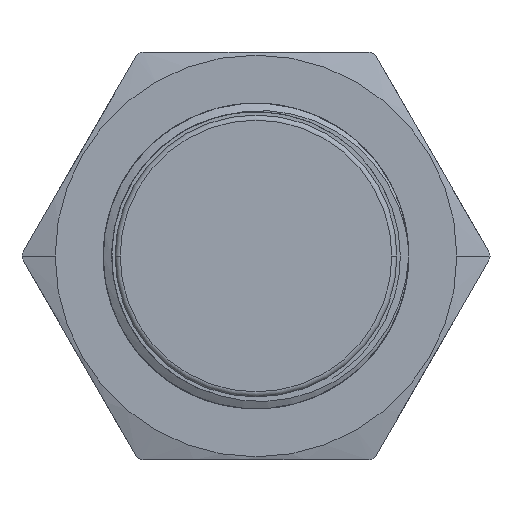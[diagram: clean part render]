
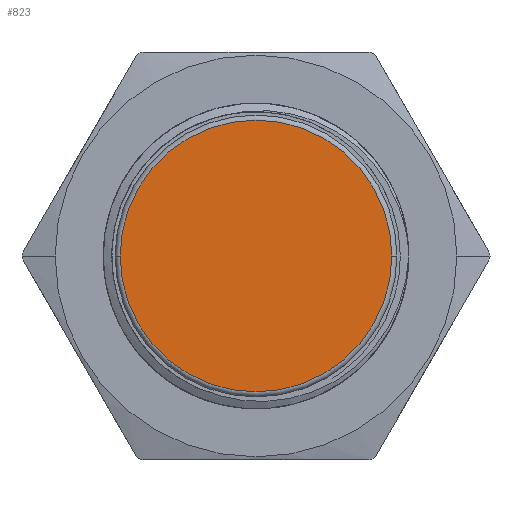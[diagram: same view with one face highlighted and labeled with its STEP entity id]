
A CAD part, front view. The second image highlights one B-rep face of the part: STEP entity #823.
In plain terms, the highlighted planar face has unit normal (0, -1, 0).
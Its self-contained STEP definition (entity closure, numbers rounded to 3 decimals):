
#767=PLANE('',#4604);
#823=ADVANCED_FACE('',(#1190),#767,.T.);
#1190=FACE_OUTER_BOUND('',#1432,.T.);
#1432=EDGE_LOOP('',(#1851,#1852));
#1676=CIRCLE('',#4601,8.);
#1677=CIRCLE('',#4603,8.);
#1851=ORIENTED_EDGE('',*,*,#3605,.T.);
#1852=ORIENTED_EDGE('',*,*,#3604,.T.);
#3137=VERTEX_POINT('',#5830);
#3138=VERTEX_POINT('',#5832);
#3604=EDGE_CURVE('',#3137,#3138,#1676,.T.);
#3605=EDGE_CURVE('',#3138,#3137,#1677,.T.);
#4601=AXIS2_PLACEMENT_3D('',#5833,#4910,#4911);
#4603=AXIS2_PLACEMENT_3D('',#5835,#4914,#4915);
#4604=AXIS2_PLACEMENT_3D('',#5836,#4916,#4917);
#4910=DIRECTION('',(0.,-1.,0.));
#4911=DIRECTION('',(-1.,0.,0.));
#4914=DIRECTION('',(0.,-1.,0.));
#4915=DIRECTION('',(1.,0.,0.));
#4916=DIRECTION('',(0.,-1.,0.));
#4917=DIRECTION('',(0.,0.,-1.));
#5830=CARTESIAN_POINT('',(-8.,-12.,0.));
#5832=CARTESIAN_POINT('',(8.,-12.,0.));
#5833=CARTESIAN_POINT('',(0.,-12.,0.));
#5835=CARTESIAN_POINT('',(0.,-12.,0.));
#5836=CARTESIAN_POINT('',(0.,-12.,0.));
